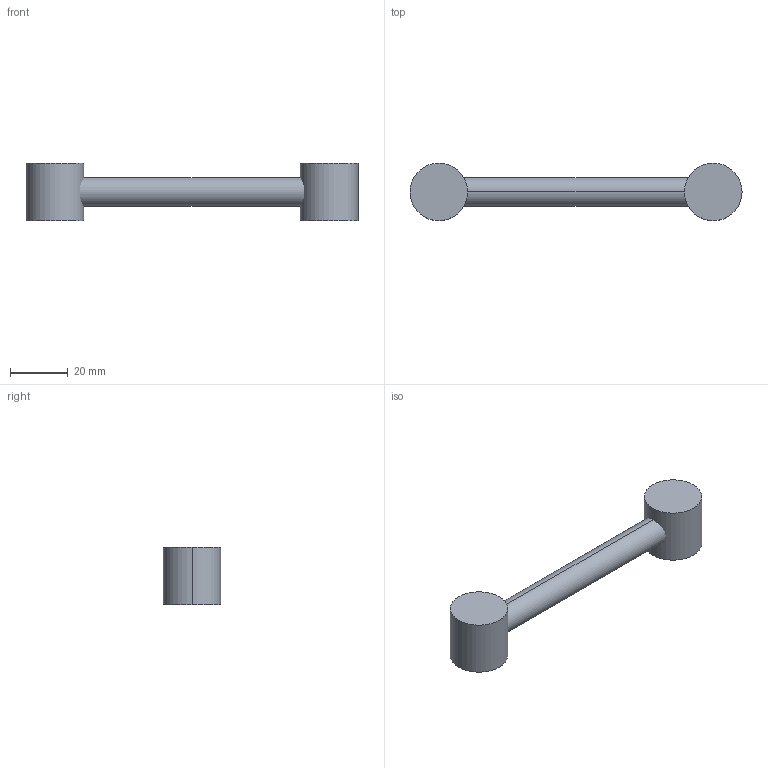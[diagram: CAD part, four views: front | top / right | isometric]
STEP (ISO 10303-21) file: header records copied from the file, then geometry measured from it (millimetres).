
FILE_DESCRIPTION (( 'STEP AP203' ), '1' );
FILE_NAME ('Braco_inferior_v2_Default_sldprt.STEP', '2025-03-22T17:45:10', ( '' ), ( '' ), 'SwSTEP 2.0', 'SolidWorks 2024', '' );
FILE_SCHEMA (( 'CONFIG_CONTROL_DESIGN' ));
Length unit declared in the file: millimetre
Products named in the file (1): Braco_inferior_v2_Default_sldprt
Bounding box: 115.33 x 20 x 20 mm (x, y, z)
Volume: 25132.7 mm3; surface area: 9110.6 mm2
Topology: 4 solids, 4 shells, 16 faces, 24 edges, 16 vertices
Faces by surface type: cylinder 8, plane 8
Entity records: 435 total; most frequent: DIRECTION 74, CARTESIAN_POINT 57, ORIENTED_EDGE 48, AXIS2_PLACEMENT_3D 33, EDGE_CURVE 24, ADVANCED_FACE 16, EDGE_LOOP 16, FACE_OUTER_BOUND 16
